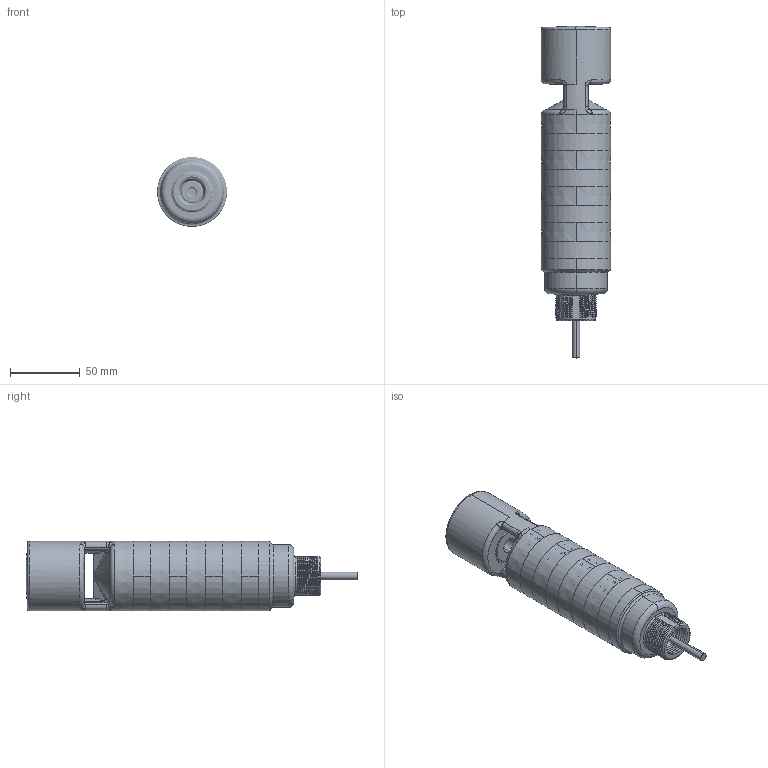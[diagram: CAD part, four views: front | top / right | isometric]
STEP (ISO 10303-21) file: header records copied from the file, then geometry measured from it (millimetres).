
FILE_DESCRIPTION((''),'2;1');
FILE_NAME('169570_ASM','2014-06-26T',('pdmadmin'),(''),'PRO/ENGINEER BY PARAMETRIC TECHNOLOGY CORPORATION, 2013230','PRO/ENGINEER BY PARAMETRIC TECHNOLOGY CORPORATION, 2013230','');
FILE_SCHEMA(('CONFIG_CONTROL_DESIGN'));
Products named in the file (11): 168245; 168246; 168302; 168401; 158948; 158231_WEB; 140410_GENERIC; 62676; 62677; CABLE_215; 169570_ASM
Assembly tree (16 placements, depth 2):
  169570_ASM
    168245
    168246
    168302
    168401
    158948  x4
    158231_WEB  x4
    140410_GENERIC
    62676
    62677
    CABLE_215
Bounding box: 50 x 237.52 x 50 mm (x, y, z)
Volume: 140005.2 mm3; surface area: 132176.7 mm2
Topology: 16 solids, 16 shells, 1963 faces, 5113 edges, 3296 vertices
Faces by surface type: plane 903, cylinder 499, bspline 279, cone 204, torus 76, sphere 2
Entity records: 70973 total; most frequent: CARTESIAN_POINT 47906, ORIENTED_EDGE 5178, DIRECTION 4176, EDGE_CURVE 2589, VERTEX_POINT 1646, AXIS2_PLACEMENT_3D 1587, EDGE_LOOP 1081, FACE_OUTER_BOUND 1012
